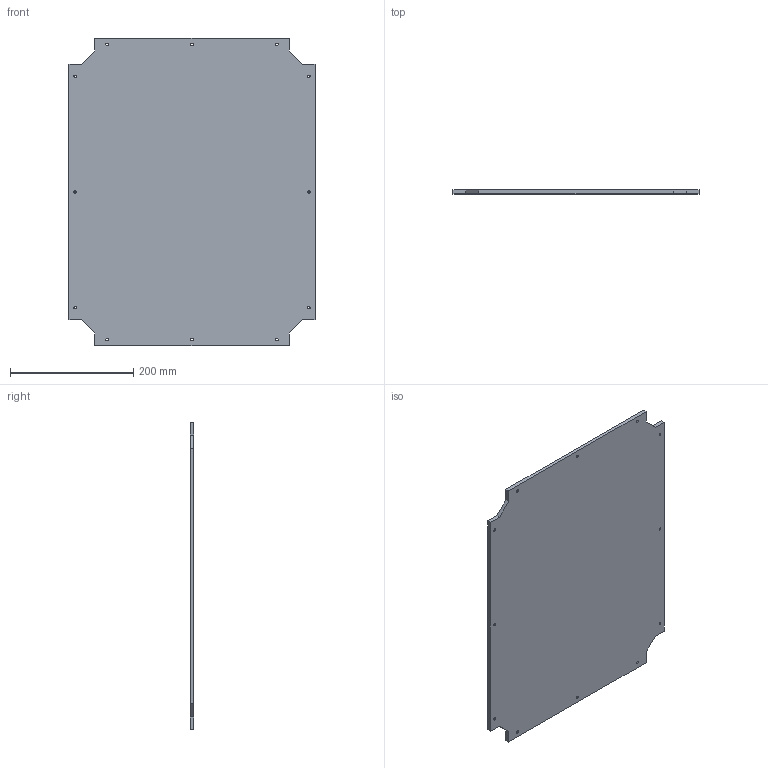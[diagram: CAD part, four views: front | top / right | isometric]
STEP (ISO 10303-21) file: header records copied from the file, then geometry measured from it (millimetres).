
FILE_DESCRIPTION( ( '' ), ' ' );
FILE_NAME( '569c4db6e4b04cc30d3fb0fe.step', '2016-01-18T02:28:06', ( '' ), ( '' ), ' ', ' ', ' ' );
FILE_SCHEMA( ( 'AUTOMOTIVE_DESIGN { 1 0 10303 214 1 1 1 1 }' ) );
Length unit declared in the file: metre
Products named in the file (1): Back-Panel-A
Bounding box: 400 x 6.25 x 500 mm (x, y, z)
Volume: 1210551 mm3; surface area: 399263.5 mm2
Topology: 1 solids, 1 shells, 30 faces, 84 edges, 56 vertices
Faces by surface type: plane 18, cylinder 12
Full cylindrical faces by diameter (mm): 4.02 x12
Entity records: 975 total; most frequent: CARTESIAN_POINT 159, DIRECTION 158, ORIENTED_EDGE 144, EDGE_CURVE 72, EDGE_LOOP 66, VERTEX_POINT 56, AXIS2_PLACEMENT_3D 55, LINE 48
